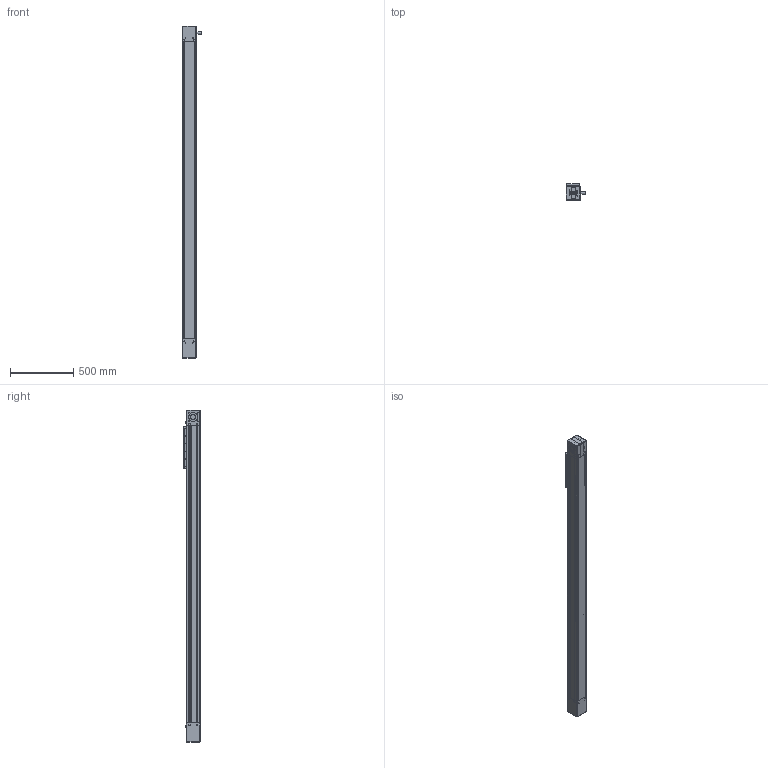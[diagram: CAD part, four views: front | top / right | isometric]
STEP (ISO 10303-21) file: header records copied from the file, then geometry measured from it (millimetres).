
FILE_DESCRIPTION((''),'2;1');
FILE_NAME('MTJ 110-2000-L-1-R-1.stp','2011-05-23T14:45:51',('pgrilc'),(''),'Autodesk Inventor 2011','Autodesk Inventor 2011','');
FILE_SCHEMA(('AUTOMOTIVE_DESIGN { 1 0 10303 214 1 1 1 1 }'));
Length unit declared in the file: millimetre
Products named in the file (2): Assembly1; MTJ 110 L IPART-021
Assembly tree (1 placements, depth 2):
  Assembly1
    MTJ 110 L IPART-021
Bounding box: 155 x 129 x 2617 mm (x, y, z)
Volume: 20394796 mm3; surface area: 3350136 mm2
Topology: 1 solids, 23 shells, 1101 faces, 2919 edges, 1840 vertices
Faces by surface type: plane 555, cylinder 350, cone 112, torus 52, sphere 28, bspline 4
Full cylindrical faces by diameter (mm): 1 x1, 4.134 x18, 5 x2, 5.1 x4, 6 x8, 6.1 x4, 6.647 x8, 7 x4, 8 x1, 8.376 x10, 9 x12, 10 x4, 10.2 x2, 11.2 x2, 20 x1, 39.5 x1, 40 x4, 41 x2, 48 x1, 48.96 x4, 50 x2, 59.04 x4, 60 x2, 68 x4, 70 x2, 80 x2, 98 x2, 103 x2
Entity records: 34581 total; most frequent: CARTESIAN_POINT 7833, DIRECTION 5510, ORIENTED_EDGE 5084, EDGE_CURVE 2542, AXIS2_PLACEMENT_3D 2048, VERTEX_POINT 1709, VECTOR 1414, LINE 1414
